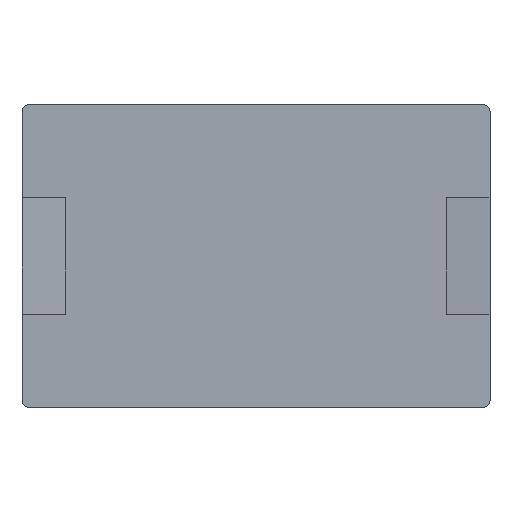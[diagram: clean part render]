
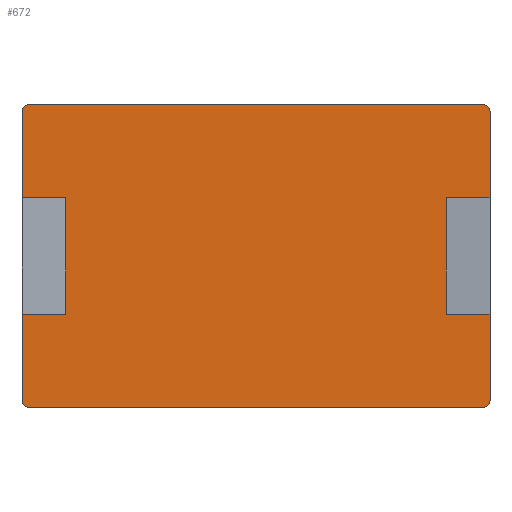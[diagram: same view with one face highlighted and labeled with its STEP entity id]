
A CAD part, top view. The second image highlights one B-rep face of the part: STEP entity #672.
In plain terms, the highlighted planar face has unit normal (0, 0, 1).
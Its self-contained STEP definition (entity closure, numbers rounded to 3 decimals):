
#38=PLANE($,#733);
#72=FACE_OUTER_BOUND($,#106,.T.);
#106=EDGE_LOOP($,(#608,#609,#610,#611,#612,#613,#614,#615,#616,#617,#618,
#619,#620,#621,#622,#623));
#117=LINE($,#951,#189);
#133=LINE($,#993,#205);
#144=LINE($,#1028,#216);
#148=LINE($,#1035,#220);
#153=LINE($,#1054,#225);
#157=LINE($,#1061,#229);
#167=LINE($,#1092,#239);
#168=LINE($,#1094,#240);
#169=LINE($,#1096,#241);
#174=LINE($,#1107,#246);
#176=LINE($,#1110,#248);
#177=LINE($,#1112,#249);
#189=VECTOR($,#754,42.82);
#205=VECTOR($,#790,42.82);
#216=VECTOR($,#825,8.11);
#220=VECTOR($,#829,8.11);
#225=VECTOR($,#850,8.11);
#229=VECTOR($,#854,8.11);
#239=VECTOR($,#890,11.);
#240=VECTOR($,#893,4.134);
#241=VECTOR($,#896,4.134);
#246=VECTOR($,#905,11.);
#248=VECTOR($,#909,4.134);
#249=VECTOR($,#912,4.134);
#265=CIRCLE($,#701,0.64);
#266=CIRCLE($,#704,0.64);
#268=CIRCLE($,#708,0.64);
#275=CIRCLE($,#721,0.64);
#286=VERTEX_POINT($,#948);
#287=VERTEX_POINT($,#950);
#302=VERTEX_POINT($,#990);
#303=VERTEX_POINT($,#992);
#313=VERTEX_POINT($,#1021);
#314=VERTEX_POINT($,#1025);
#315=VERTEX_POINT($,#1027);
#318=VERTEX_POINT($,#1033);
#320=VERTEX_POINT($,#1043);
#323=VERTEX_POINT($,#1051);
#324=VERTEX_POINT($,#1053);
#327=VERTEX_POINT($,#1059);
#334=VERTEX_POINT($,#1088);
#335=VERTEX_POINT($,#1090);
#338=VERTEX_POINT($,#1104);
#339=VERTEX_POINT($,#1106);
#351=EDGE_CURVE($,#286,#287,#117,.T.);
#372=EDGE_CURVE($,#302,#303,#133,.T.);
#387=EDGE_CURVE($,#313,#302,#265,.T.);
#390=EDGE_CURVE($,#314,#315,#144,.T.);
#394=EDGE_CURVE($,#318,#313,#148,.T.);
#395=EDGE_CURVE($,#287,#314,#266,.T.);
#398=EDGE_CURVE($,#320,#286,#268,.T.);
#403=EDGE_CURVE($,#323,#324,#153,.T.);
#407=EDGE_CURVE($,#327,#320,#157,.T.);
#417=EDGE_CURVE($,#303,#323,#275,.T.);
#423=EDGE_CURVE($,#334,#335,#167,.T.);
#424=EDGE_CURVE($,#335,#324,#168,.T.);
#425=EDGE_CURVE($,#327,#334,#169,.T.);
#430=EDGE_CURVE($,#339,#338,#174,.T.);
#432=EDGE_CURVE($,#318,#339,#176,.T.);
#433=EDGE_CURVE($,#338,#315,#177,.T.);
#608=ORIENTED_EDGE($,*,*,#387,.F.);
#609=ORIENTED_EDGE($,*,*,#394,.F.);
#610=ORIENTED_EDGE($,*,*,#432,.T.);
#611=ORIENTED_EDGE($,*,*,#430,.T.);
#612=ORIENTED_EDGE($,*,*,#433,.T.);
#613=ORIENTED_EDGE($,*,*,#390,.F.);
#614=ORIENTED_EDGE($,*,*,#395,.F.);
#615=ORIENTED_EDGE($,*,*,#351,.F.);
#616=ORIENTED_EDGE($,*,*,#398,.F.);
#617=ORIENTED_EDGE($,*,*,#407,.F.);
#618=ORIENTED_EDGE($,*,*,#425,.T.);
#619=ORIENTED_EDGE($,*,*,#423,.T.);
#620=ORIENTED_EDGE($,*,*,#424,.T.);
#621=ORIENTED_EDGE($,*,*,#403,.F.);
#622=ORIENTED_EDGE($,*,*,#417,.F.);
#623=ORIENTED_EDGE($,*,*,#372,.F.);
#672=ADVANCED_FACE($,(#72),#38,.T.);
#701=AXIS2_PLACEMENT_3D($,#1022,#819,#820);
#704=AXIS2_PLACEMENT_3D($,#1037,#832,#833);
#708=AXIS2_PLACEMENT_3D($,#1044,#841,#842);
#721=AXIS2_PLACEMENT_3D($,#1080,#879,#880);
#733=AXIS2_PLACEMENT_3D($,#1118,#921,#922);
#754=DIRECTION($,(1.,0.,0.));
#790=DIRECTION($,(-1.,0.,0.));
#819=DIRECTION('center_axis',(0.,0.,
-1.));
#820=DIRECTION('ref_axis',(0.707,-0.707,0.));
#825=DIRECTION($,(0.,-1.,0.));
#829=DIRECTION($,(0.,-1.,0.));
#832=DIRECTION('center_axis',(0.,0.,
-1.));
#833=DIRECTION('ref_axis',(0.707,0.707,0.));
#841=DIRECTION('center_axis',(0.,0.,
-1.));
#842=DIRECTION('ref_axis',(-0.707,0.707,0.));
#850=DIRECTION($,(0.,1.,0.));
#854=DIRECTION($,(0.,1.,0.));
#879=DIRECTION('center_axis',(0.,0.,
-1.));
#880=DIRECTION('ref_axis',(-0.707,-0.707,0.));
#890=DIRECTION($,(0.,-1.,0.));
#893=DIRECTION($,(-1.,0.,0.));
#896=DIRECTION($,(1.,0.,0.));
#905=DIRECTION($,(0.,1.,0.));
#909=DIRECTION($,(-1.,0.,0.));
#912=DIRECTION($,(1.,0.,0.));
#921=DIRECTION('center_axis',(0.,0.,
1.));
#922=DIRECTION('ref_axis',(1.,0.,0.));
#948=CARTESIAN_POINT('',(-21.41,14.25,4.23));
#950=CARTESIAN_POINT('',(21.41,14.25,4.23));
#951=CARTESIAN_POINT($,(0.,14.25,4.23));
#990=CARTESIAN_POINT('',(21.41,-14.25,4.23));
#992=CARTESIAN_POINT('',(-21.41,-14.25,4.23));
#993=CARTESIAN_POINT($,(0.,-14.25,4.23));
#1021=CARTESIAN_POINT('',(22.05,-13.61,4.23));
#1022=CARTESIAN_POINT('Origin',(21.41,-13.61,4.23));
#1025=CARTESIAN_POINT('',(22.05,13.61,4.23));
#1027=CARTESIAN_POINT('',(22.05,5.5,4.23));
#1028=CARTESIAN_POINT($,(22.05,0.,4.23));
#1033=CARTESIAN_POINT('',(22.05,-5.5,4.23));
#1035=CARTESIAN_POINT($,(22.05,0.,4.23));
#1037=CARTESIAN_POINT('Origin',(21.41,13.61,4.23));
#1043=CARTESIAN_POINT('',(-22.05,13.61,4.23));
#1044=CARTESIAN_POINT('Origin',(-21.41,13.61,4.23));
#1051=CARTESIAN_POINT('',(-22.05,-13.61,4.23));
#1053=CARTESIAN_POINT('',(-22.05,-5.5,4.23));
#1054=CARTESIAN_POINT($,(-22.05,0.,4.23));
#1059=CARTESIAN_POINT('',(-22.05,5.5,4.23));
#1061=CARTESIAN_POINT($,(-22.05,0.,4.23));
#1080=CARTESIAN_POINT('Origin',(-21.41,-13.61,4.23));
#1088=CARTESIAN_POINT('',(-17.916,5.5,4.23));
#1090=CARTESIAN_POINT('',(-17.916,-5.5,4.23));
#1092=CARTESIAN_POINT($,(-17.916,2.75,4.23));
#1094=CARTESIAN_POINT($,(-9.805,-5.5,4.23));
#1096=CARTESIAN_POINT($,(-9.805,5.5,4.23));
#1104=CARTESIAN_POINT('',(17.916,5.5,4.23));
#1106=CARTESIAN_POINT('',(17.916,-5.5,4.23));
#1107=CARTESIAN_POINT($,(17.916,2.75,4.23));
#1110=CARTESIAN_POINT($,(9.805,-5.5,4.23));
#1112=CARTESIAN_POINT($,(9.805,5.5,4.23));
#1118=CARTESIAN_POINT('Origin',(0.,0.,
4.23));
